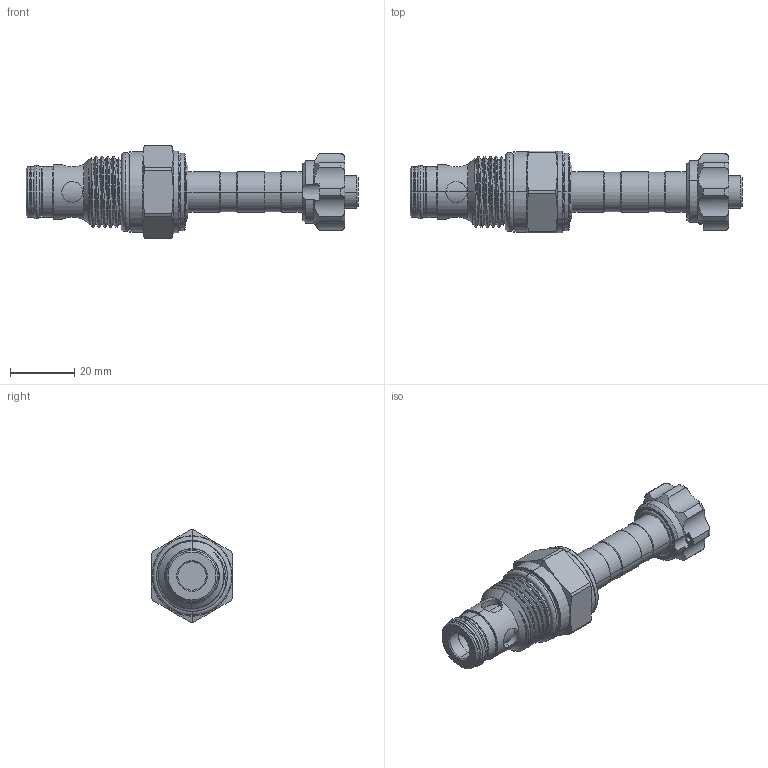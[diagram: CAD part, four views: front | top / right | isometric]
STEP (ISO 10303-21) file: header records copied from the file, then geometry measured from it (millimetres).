
FILE_DESCRIPTION (( 'STEP AP203' ), '1' );
FILE_NAME ('EP10W2A03M05.STEP', '2016-08-19T08:10:23', ( '' ), ( '' ), 'SwSTEP 2.0', 'SolidWorks 2012', '' );
FILE_SCHEMA (( 'CONFIG_CONTROL_DESIGN' ));
Length unit declared in the file: millimetre
Products named in the file (1): EP10W2A03M05
Bounding box: 103.2 x 25.4 x 28.8 mm (x, y, z)
Volume: 26149.3 mm3; surface area: 10674.4 mm2
Topology: 6 solids, 6 shells, 244 faces, 577 edges, 355 vertices
Faces by surface type: cylinder 122, cone 44, torus 40, plane 30, bspline 8
Entity records: 13840 total; most frequent: CARTESIAN_POINT 8252, DIRECTION 1189, ORIENTED_EDGE 1154, EDGE_CURVE 577, AXIS2_PLACEMENT_3D 511, VERTEX_POINT 355, CIRCLE 274, EDGE_LOOP 266
